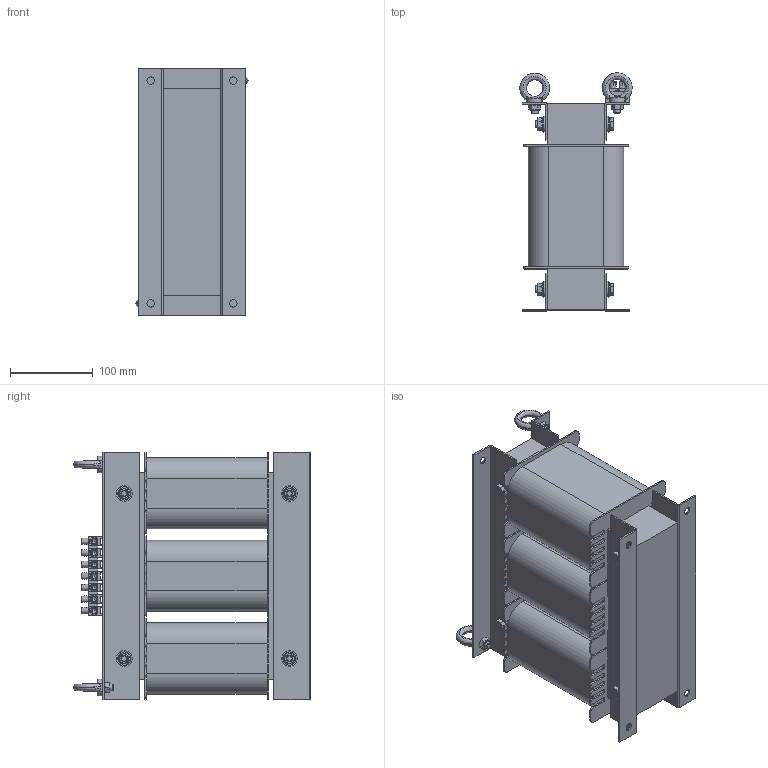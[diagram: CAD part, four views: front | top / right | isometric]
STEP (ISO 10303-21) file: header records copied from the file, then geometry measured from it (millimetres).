
FILE_DESCRIPTION(/* description */ (''),/* implementation_level */ '2;1');
FILE_NAME(/* name */ 'XMN02310620.stp',/* time_stamp */ '2023-03-08T10:30:25+01:00',/* author */ ('velazquez'),/* organization */ (''),/* preprocessor_version */ 'ST-DEVELOPER v19.2',/* originating_system */ 'Autodesk Inventor 2023',/* authorisation */ '');
FILE_SCHEMA (('AUTOMOTIVE_DESIGN { 1 0 10303 214 3 1 1 }'));
Products named in the file (28): XMN02310620; 3UI150 250 x 250 - 70 (Rc50); UI 150_70; RC50 NT050; centrador M8; DIN 125 - A 8,4; DIN 933 - M8  x 90; 1216 TS 7 elementos; T-1030045-01 (C-A1216); T-1020035-03 (B-1016 TS); T-1010008-02 (T-M4); T-1020035-03 (B-1016 TS)_1; T-1010008-02 (T-M4)_1; T-1010008-02 (T-M4)_2; T-1020035-03 (B-1016 TS)_2; T-1010008-02 (T-M4)_3; T-1010008-02 (T-M4)_4; T-1020035-03 (B-1016 TS)_3; T-1010008-02 (T-M4)_5; T-1010008-02 (T-M4)_6; T-1020035-03 (B-1016 TS)_4; T-1010008-02 (T-M4)_7; T-1010008-02 (T-M4)_8; T-1020035-03 (B-1016 TS)_5; T-1010008-02 (T-M4)_9; T-1010008-02 (T-M4)_10; DIN 580 - M8; DIN 934 - M8
Assembly tree (74 placements, depth 3):
  XMN02310620
    3UI150 250 x 250 - 70 (Rc50)
    UI 150_70  x3
    RC50 NT050  x4
    centrador M8  x8
    DIN 125 - A 8,4  x8
    DIN 933 - M8  x 90  x4
    DIN 934 - M8  x6
    1216 TS 7 elementos
      T-1030045-01 (C-A1216)
      T-1020035-03 (B-1016 TS)  x7
      T-1010008-02 (T-M4)  x14
      T-1020035-03 (B-1016 TS)_1
      T-1010008-02 (T-M4)_1
      T-1010008-02 (T-M4)_2
      T-1020035-03 (B-1016 TS)_2
      T-1010008-02 (T-M4)_3
      T-1010008-02 (T-M4)_4
      T-1020035-03 (B-1016 TS)_3
      T-1010008-02 (T-M4)_5
      T-1010008-02 (T-M4)_6
      T-1020035-03 (B-1016 TS)_4
      T-1010008-02 (T-M4)_7
      T-1010008-02 (T-M4)_8
      T-1020035-03 (B-1016 TS)_5
      T-1010008-02 (T-M4)_9
      T-1010008-02 (T-M4)_10
    DIN 580 - M8  x2
Bounding box: 136 x 288 x 300 mm (x, y, z)
Volume: 6224881.7 mm3; surface area: 827801.1 mm2
Topology: 72 solids, 72 shells, 3329 faces, 8511 edges, 5556 vertices
Faces by surface type: plane 2225, cylinder 619, bspline 287, cone 146, torus 52
Full cylindrical faces by diameter (mm): 3.242 x14, 4 x14, 6 x14, 6.3 x6, 6.647 x6, 7 x2, 7.323 x4, 8 x14, 8.4 x8, 9 x8, 9.6 x8, 10.5 x8, 11 x6, 11.4 x4, 16 x8, 19 x8
Entity records: 102299 total; most frequent: CARTESIAN_POINT 45238, ORIENTED_EDGE 11966, DIRECTION 10392, EDGE_CURVE 5983, LINE 4550, VECTOR 4550, VERTEX_POINT 3928, AXIS2_PLACEMENT_3D 2921
